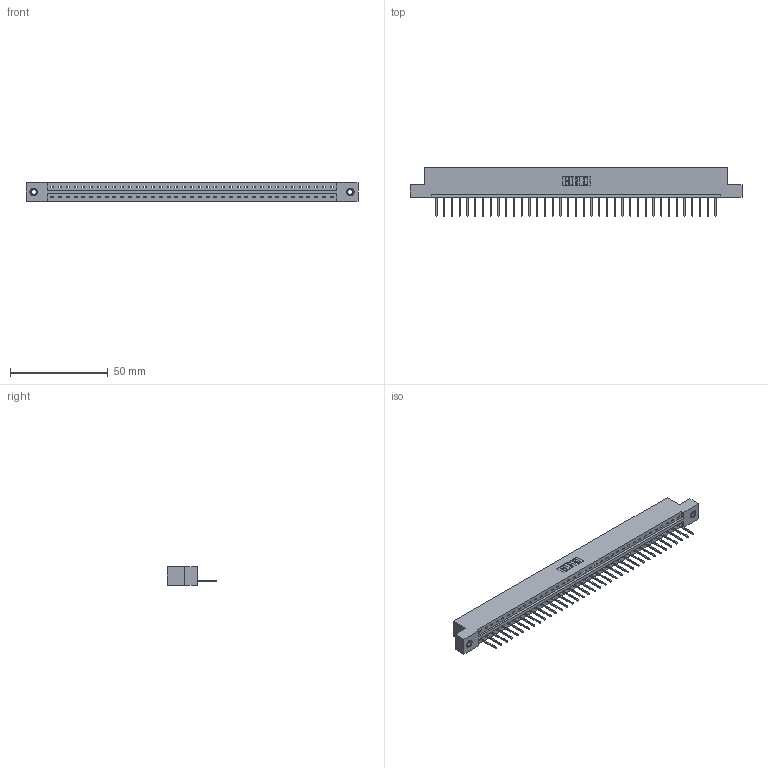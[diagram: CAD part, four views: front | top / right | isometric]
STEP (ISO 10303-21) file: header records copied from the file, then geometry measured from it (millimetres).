
FILE_DESCRIPTION (( 'STEP AP203' ), '1' );
FILE_NAME ('337-037-523-107.STEP', '2019-10-01T15:16:10', ( '' ), ( '' ), 'SwSTEP 2.0', 'SolidWorks 2016', '' );
FILE_SCHEMA (( 'CONFIG_CONTROL_DESIGN' ));
Length unit declared in the file: inch
Products named in the file (4): 345-250-001_345-250-005-103; 337 Part_Flush Mounting Lugs - 0.156 Dia-TI; 337-037-523-107; 345-292-001_345-293-123
Assembly tree (40 placements, depth 2):
  337-037-523-107
    337 Part_Flush Mounting Lugs - 0.156 Dia-TI
    345-292-001_345-293-123  x37
    345-250-001_345-250-005-103  x2
Bounding box: 169.62 x 25.15 x 9.4 mm (x, y, z)
Volume: 17538.9 mm3; surface area: 18169.8 mm2
Topology: 40 solids, 40 shells, 2468 faces, 7403 edges, 4878 vertices
Faces by surface type: plane 1804, cylinder 648, cone 12, torus 4
Entity records: 29354 total; most frequent: CARTESIAN_POINT 5092, ORIENTED_EDGE 5058, DIRECTION 4329, EDGE_CURVE 2529, LINE 2381, VECTOR 2381, VERTEX_POINT 1680, AXIS2_PLACEMENT_3D 974
